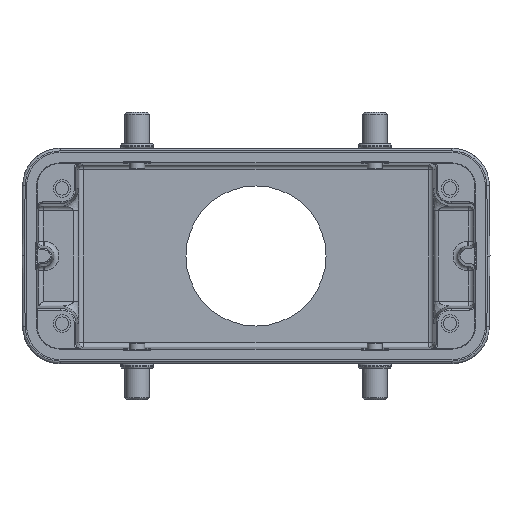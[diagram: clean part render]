
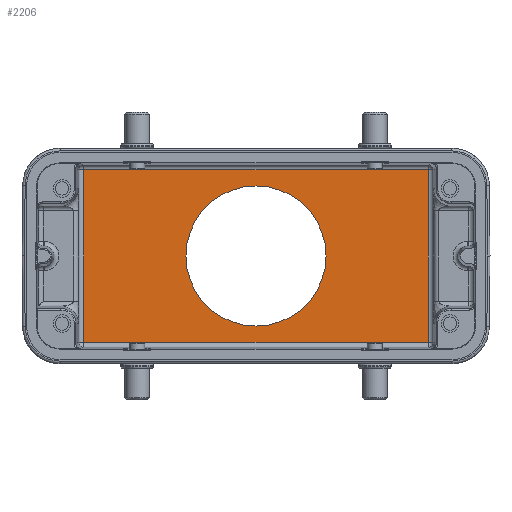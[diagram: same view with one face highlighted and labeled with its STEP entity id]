
A CAD part, front view. The second image highlights one B-rep face of the part: STEP entity #2206.
In plain terms, the highlighted planar face has unit normal (0, -1, 0).
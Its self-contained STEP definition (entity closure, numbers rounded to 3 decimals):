
#682=PLANE('',#6980);
#1328=LINE('',#11588,#1899);
#1329=LINE('',#11596,#1900);
#1330=LINE('',#11602,#1901);
#1333=LINE('',#11634,#1904);
#1899=VECTOR('',#8559,1.);
#1900=VECTOR('',#8570,1.);
#1901=VECTOR('',#8579,1.);
#1904=VECTOR('',#8596,1.);
#2206=ADVANCED_FACE('',(#2499,#2500),#682,.F.);
#2499=FACE_BOUND('',#2904,.T.);
#2500=FACE_BOUND('',#2905,.T.);
#2904=EDGE_LOOP('',(#4378));
#2905=EDGE_LOOP('',(#4379,#4380,#4381,#4382));
#4378=ORIENTED_EDGE('',*,*,#6196,.F.);
#4379=ORIENTED_EDGE('',*,*,#6187,.T.);
#4380=ORIENTED_EDGE('',*,*,#6184,.T.);
#4381=ORIENTED_EDGE('',*,*,#6180,.T.);
#4382=ORIENTED_EDGE('',*,*,#6195,.T.);
#5155=VERTEX_POINT('',#9989);
#5363=VERTEX_POINT('',#11589);
#5364=VERTEX_POINT('',#11595);
#5365=VERTEX_POINT('',#11601);
#5368=VERTEX_POINT('',#11637);
#6180=EDGE_CURVE('',#5363,#5155,#1328,.T.);
#6184=EDGE_CURVE('',#5364,#5363,#1329,.T.);
#6187=EDGE_CURVE('',#5365,#5364,#1330,.T.);
#6195=EDGE_CURVE('',#5155,#5365,#1333,.T.);
#6196=EDGE_CURVE('',#5368,#5368,#6458,.T.);
#6458=CIRCLE('',#6979,14.);
#6979=AXIS2_PLACEMENT_3D('',#11636,#8599,#8600);
#6980=AXIS2_PLACEMENT_3D('',#11638,#8601,#8602);
#8559=DIRECTION('',(0.,0.,1.));
#8570=DIRECTION('',(1.,0.,0.));
#8579=DIRECTION('',(0.,0.,-1.));
#8596=DIRECTION('',(-1.,0.,0.));
#8599=DIRECTION('',(0.,-1.,0.));
#8600=DIRECTION('',(0.,0.,1.));
#8601=DIRECTION('',(0.,1.,0.));
#8602=DIRECTION('',(1.,0.,0.));
#9989=CARTESIAN_POINT('',(34.445,43.,17.222));
#11588=CARTESIAN_POINT('',(34.445,43.,-17.222));
#11589=CARTESIAN_POINT('',(34.445,43.,-17.222));
#11595=CARTESIAN_POINT('',(-34.445,43.,-17.222));
#11596=CARTESIAN_POINT('',(-34.445,43.,-17.222));
#11601=CARTESIAN_POINT('',(-34.445,43.,17.222));
#11602=CARTESIAN_POINT('',(-34.445,43.,17.222));
#11634=CARTESIAN_POINT('',(34.445,43.,17.222));
#11636=CARTESIAN_POINT('',(0.,43.,0.));
#11637=CARTESIAN_POINT('',(0.,43.,14.));
#11638=CARTESIAN_POINT('',(45.5,43.,-21.5));
